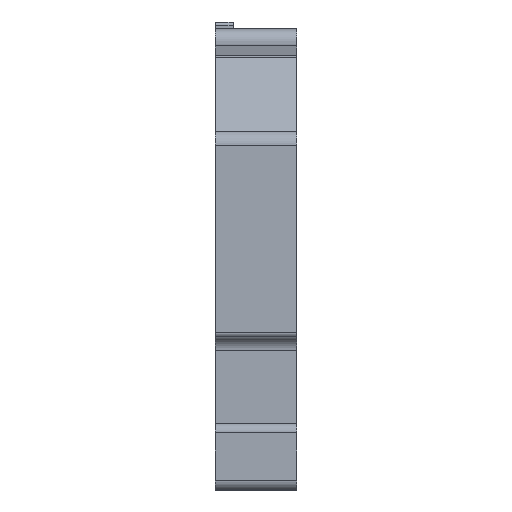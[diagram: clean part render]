
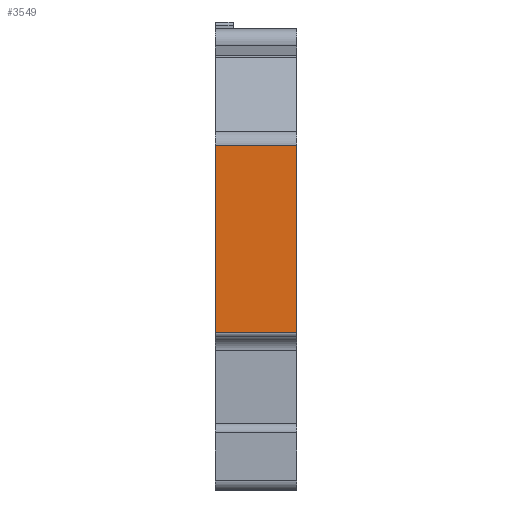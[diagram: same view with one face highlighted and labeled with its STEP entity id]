
A CAD part, front view. The second image highlights one B-rep face of the part: STEP entity #3549.
In plain terms, the highlighted planar face has unit normal (0, -1, 0).
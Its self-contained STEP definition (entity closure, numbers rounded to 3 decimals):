
#607=CARTESIAN_POINT('',(0.,-30.65,20.5));
#608=VERTEX_POINT('',#607);
#616=CARTESIAN_POINT('',(0.,-30.65,6.9));
#617=VERTEX_POINT('',#616);
#618=CARTESIAN_POINT('',(0.,-30.65,20.5));
#619=DIRECTION('',(0.,0.,-1.));
#620=VECTOR('',#619,13.6);
#621=LINE('',#618,#620);
#622=EDGE_CURVE('',#608,#617,#621,.T.);
#1694=CARTESIAN_POINT('',(-5.9,-30.65,20.5));
#1695=VERTEX_POINT('',#1694);
#1703=CARTESIAN_POINT('',(-5.9,-30.65,6.9));
#1704=VERTEX_POINT('',#1703);
#1705=CARTESIAN_POINT('',(-5.9,-30.65,20.5));
#1706=DIRECTION('',(0.,0.,-1.));
#1707=VECTOR('',#1706,13.6);
#1708=LINE('',#1705,#1707);
#1709=EDGE_CURVE('',#1695,#1704,#1708,.T.);
#3522=CARTESIAN_POINT('',(0.,-30.65,20.5));
#3523=DIRECTION('',(-1.,0.,0.));
#3524=VECTOR('',#3523,5.9);
#3525=LINE('',#3522,#3524);
#3526=EDGE_CURVE('',#608,#1695,#3525,.T.);
#3533=CARTESIAN_POINT('',(-2.95,-30.65,13.7));
#3534=DIRECTION('',(0.,0.,-1.));
#3535=DIRECTION('',(0.,1.,0.));
#3536=AXIS2_PLACEMENT_3D('',#3533,#3535,#3534);
#3537=PLANE('',#3536);
#3538=ORIENTED_EDGE('',*,*,#622,.T.);
#3539=CARTESIAN_POINT('',(0.,-30.65,6.9));
#3540=DIRECTION('',(-1.,0.,0.));
#3541=VECTOR('',#3540,5.9);
#3542=LINE('',#3539,#3541);
#3543=EDGE_CURVE('',#617,#1704,#3542,.T.);
#3544=ORIENTED_EDGE('E267',*,*,#3543,.T.);
#3545=ORIENTED_EDGE('E267',*,*,#1709,.F.);
#3546=ORIENTED_EDGE('E267',*,*,#3526,.F.);
#3547=EDGE_LOOP('',(#3538,#3544,#3545,#3546));
#3548=FACE_OUTER_BOUND('',#3547,.F.);
#3549=ADVANCED_FACE('F71',(#3548),#3537,.F.);
